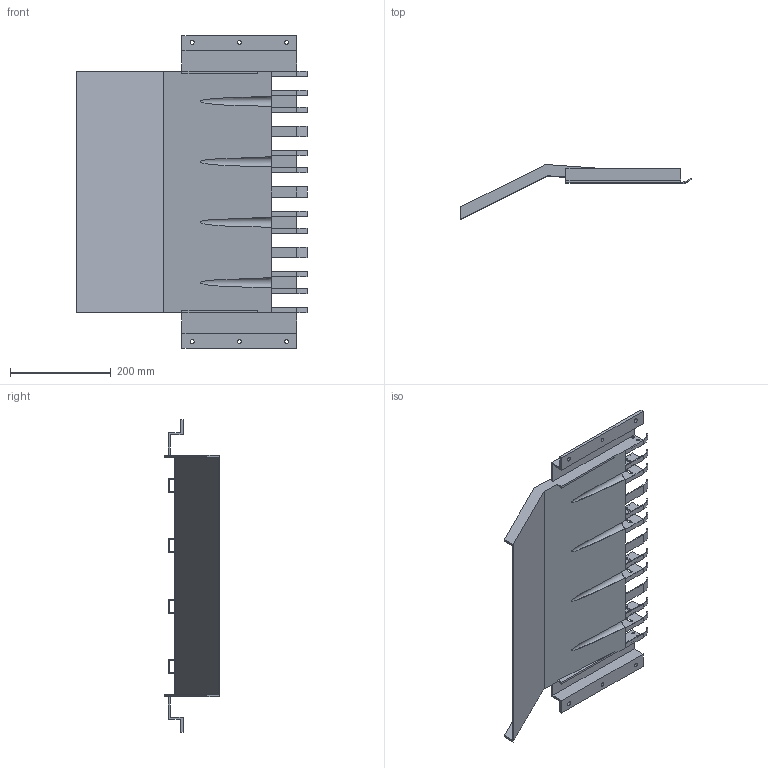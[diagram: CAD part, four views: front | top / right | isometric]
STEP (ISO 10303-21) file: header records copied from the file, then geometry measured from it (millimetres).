
FILE_DESCRIPTION( ('This file contains a STEP AP42 implementation' ,'as created by ZW3D STEP Interface translator.' ,'') ,'2;1' );
FILE_NAME( '输肉通道.ipt.stp' ,'251027.114732', (''), ('ZWCAD Software Co.'), 'Version 1.0', 'ZW3D to STEP translator', '' );
FILE_SCHEMA(('AUTOMOTIVE_DESIGN { 1 0 10303 214 1 1 1 1 }'));
Length unit declared in the file: millimetre
Products named in the file (1): 0
Bounding box: 457.67 x 108.32 x 620 mm (x, y, z)
Volume: 727224.9 mm3; surface area: 590075.6 mm2
Topology: 1 solids, 1 shells, 213 faces, 611 edges, 392 vertices
Faces by surface type: plane 152, cylinder 61
Full cylindrical faces by diameter (mm): 5 x4, 8 x6
Entity records: 7222 total; most frequent: CARTESIAN_POINT 1243, ORIENTED_EDGE 1222, DIRECTION 1169, EDGE_CURVE 611, VECTOR 469, LINE 469, VERTEX_POINT 392, AXIS2_PLACEMENT_3D 350
